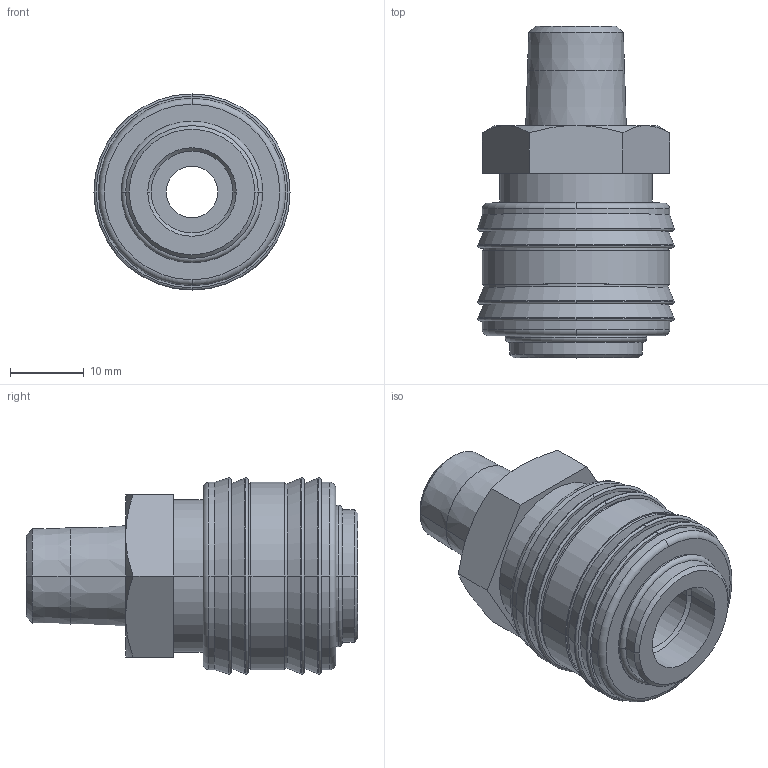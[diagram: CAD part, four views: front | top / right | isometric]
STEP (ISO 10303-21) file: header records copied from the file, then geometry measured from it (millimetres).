
FILE_DESCRIPTION(('STEP AP242'),'1');
FILE_NAME('esa_14_a.stp','2020-11-23T09:29:20',('TraceParts'),('TraceParts S.A.'),'Spatial InterOp 3D',' ',' ');
FILE_SCHEMA(('AP242_MANAGED_MODEL_BASED_3D_ENGINEERING_MIM_LF {1 0 10303 442 1 1 4}'));
Length unit declared in the file: millimetre
Products named in the file (1): esa_14_a
Bounding box: 26.6 x 45 x 26.6 mm (x, y, z)
Volume: 12700 mm3; surface area: 5562.4 mm2
Topology: 1 solids, 1 shells, 93 faces, 202 edges, 124 vertices
Faces by surface type: cone 26, torus 24, cylinder 22, plane 21
Entity records: 3328 total; most frequent: DIRECTION 514, CARTESIAN_POINT 444, ORIENTED_EDGE 404, AXIS2_PLACEMENT_3D 230, EDGE_CURVE 202, CIRCLE 136, VERTEX_POINT 124, EDGE_LOOP 108
